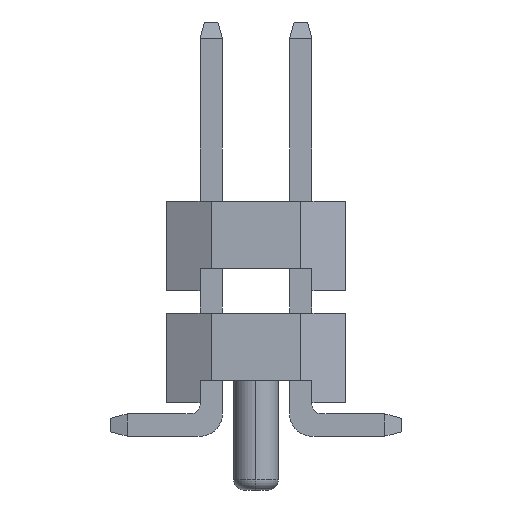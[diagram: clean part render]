
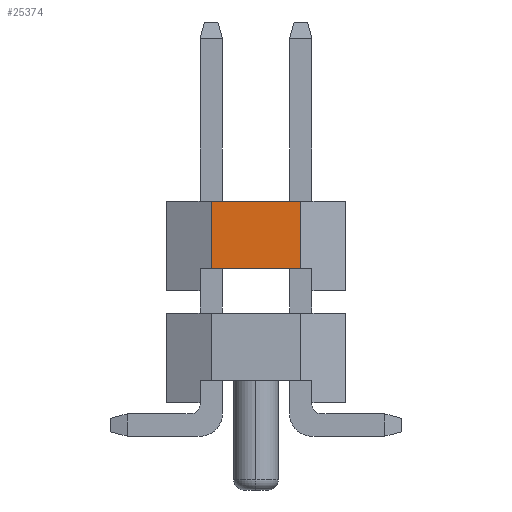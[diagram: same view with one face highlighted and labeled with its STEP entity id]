
A CAD part, left-side view. The second image highlights one B-rep face of the part: STEP entity #25374.
In plain terms, the highlighted planar face has unit normal (-1, 0, 0).
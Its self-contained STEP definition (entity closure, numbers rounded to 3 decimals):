
#2232 = ORIENTED_EDGE ( 'NONE', *, *, #31080, .F. ) ;
#2954 = VERTEX_POINT ( 'NONE', #27829 ) ;
#3948 = EDGE_CURVE ( 'NONE', #11931, #19497, #17555, .T. ) ;
#4265 = DIRECTION ( 'NONE',  ( 0., 0., 1. ) ) ;
#5755 = EDGE_CURVE ( 'NONE', #2954, #30622, #12914, .T. ) ;
#7037 = DIRECTION ( 'NONE',  ( 0., -1., 0. ) ) ;
#9510 = PLANE ( 'NONE',  #32100 ) ;
#9678 = DIRECTION ( 'NONE',  ( 1., 0., 0. ) ) ;
#11208 = CARTESIAN_POINT ( 'NONE',  ( -15., 1.25, 3. ) ) ;
#11931 = VERTEX_POINT ( 'NONE', #21628 ) ;
#12465 = EDGE_CURVE ( 'NONE', #30622, #19497, #18194, .T. ) ;
#12914 = LINE ( 'NONE', #26568, #26306 ) ;
#14246 = CARTESIAN_POINT ( 'NONE',  ( -15., 1., 4.5 ) ) ;
#15535 = CARTESIAN_POINT ( 'NONE',  ( -15., 0., 4.5 ) ) ;
#15863 = VECTOR ( 'NONE', #7037, 1000. ) ;
#17555 = LINE ( 'NONE', #33884, #32921 ) ;
#17658 = CARTESIAN_POINT ( 'NONE',  ( -15., 13.977, -12.5 ) ) ;
#17886 = VECTOR ( 'NONE', #24856, 1000. ) ;
#18194 = LINE ( 'NONE', #15535, #15863 ) ;
#19411 = ORIENTED_EDGE ( 'NONE', *, *, #12465, .F. ) ;
#19497 = VERTEX_POINT ( 'NONE', #22473 ) ;
#21628 = CARTESIAN_POINT ( 'NONE',  ( -15., -1., 3. ) ) ;
#22473 = CARTESIAN_POINT ( 'NONE',  ( -15., -1., 4.5 ) ) ;
#22975 = DIRECTION ( 'NONE',  ( 0., 1., 0. ) ) ;
#24856 = DIRECTION ( 'NONE',  ( 0., 1., 0. ) ) ;
#25198 = LINE ( 'NONE', #11208, #17886 ) ;
#25374 = ADVANCED_FACE ( 'NONE', ( #31668 ), #9510, .F. ) ;
#26306 = VECTOR ( 'NONE', #32234, 1000. ) ;
#26568 = CARTESIAN_POINT ( 'NONE',  ( -15., 1., 1. ) ) ;
#27105 = EDGE_LOOP ( 'NONE', ( #2232, #32868, #19411, #30134 ) ) ;
#27829 = CARTESIAN_POINT ( 'NONE',  ( -15., 1., 3. ) ) ;
#30134 = ORIENTED_EDGE ( 'NONE', *, *, #5755, .F. ) ;
#30622 = VERTEX_POINT ( 'NONE', #14246 ) ;
#31080 = EDGE_CURVE ( 'NONE', #11931, #2954, #25198, .T. ) ;
#31668 = FACE_OUTER_BOUND ( 'NONE', #27105, .T. ) ;
#32100 = AXIS2_PLACEMENT_3D ( 'NONE', #17658, #9678, #22975 ) ;
#32234 = DIRECTION ( 'NONE',  ( 0., 0., 1. ) ) ;
#32868 = ORIENTED_EDGE ( 'NONE', *, *, #3948, .T. ) ;
#32921 = VECTOR ( 'NONE', #4265, 1000. ) ;
#33884 = CARTESIAN_POINT ( 'NONE',  ( -15., -1., 1. ) ) ;
